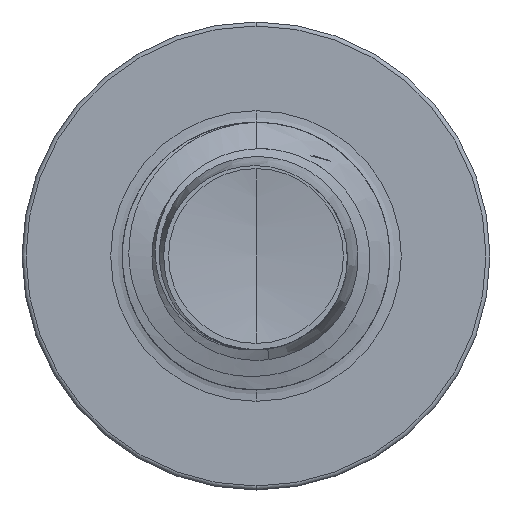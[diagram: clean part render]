
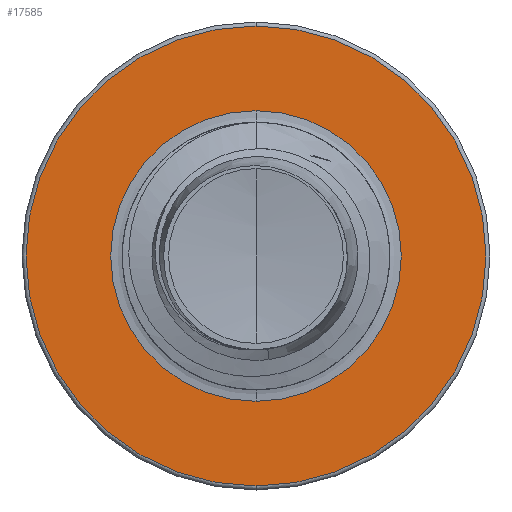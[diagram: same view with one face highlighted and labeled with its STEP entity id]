
A CAD part, front view. The second image highlights one B-rep face of the part: STEP entity #17585.
In plain terms, the highlighted planar face has unit normal (0, -1, 0).
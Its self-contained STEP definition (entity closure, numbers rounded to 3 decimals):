
#123 = CARTESIAN_POINT ( 'NONE',  ( 0., 16., 0. ) ) ;
#204 = CARTESIAN_POINT ( 'NONE',  ( 0., 16., -2.174 ) ) ;
#1075 = DIRECTION ( 'NONE',  ( 0., 0., 1. ) ) ;
#3111 = DIRECTION ( 'NONE',  ( 0., 0., 1. ) ) ;
#3155 = DIRECTION ( 'NONE',  ( 0., 1., 0. ) ) ;
#3288 = EDGE_CURVE ( 'NONE', #7365, #23564, #5769, .T. ) ;
#3803 = CARTESIAN_POINT ( 'NONE',  ( 0., 16., 0. ) ) ;
#5055 = ORIENTED_EDGE ( 'NONE', *, *, #19012, .F. ) ;
#5695 = FACE_OUTER_BOUND ( 'NONE', #22355, .T. ) ;
#5769 = CIRCLE ( 'NONE', #31977, 3.44 ) ;
#6790 = DIRECTION ( 'NONE',  ( 0., 0., 1. ) ) ;
#7365 = VERTEX_POINT ( 'NONE', #22671 ) ;
#8000 = EDGE_CURVE ( 'NONE', #34846, #36985, #18401, .T. ) ;
#8630 = CARTESIAN_POINT ( 'NONE',  ( 0., 16., 2.174 ) ) ;
#9175 = DIRECTION ( 'NONE',  ( 0., 0., 1. ) ) ;
#10753 = CIRCLE ( 'NONE', #37743, 2.174 ) ;
#12102 = EDGE_LOOP ( 'NONE', ( #28363, #26125 ) ) ;
#17585 = ADVANCED_FACE ( 'NONE', ( #5695, #34144 ), #24015, .F. ) ;
#18401 = CIRCLE ( 'NONE', #29199, 2.174 ) ;
#18950 = DIRECTION ( 'NONE',  ( 0., 1., 0. ) ) ;
#19012 = EDGE_CURVE ( 'NONE', #23564, #7365, #21105, .T. ) ;
#19478 = ORIENTED_EDGE ( 'NONE', *, *, #3288, .F. ) ;
#21005 = DIRECTION ( 'NONE',  ( 0., 1., 0. ) ) ;
#21052 = CARTESIAN_POINT ( 'NONE',  ( 0., 16., 0. ) ) ;
#21105 = CIRCLE ( 'NONE', #29686, 3.44 ) ;
#22355 = EDGE_LOOP ( 'NONE', ( #19478, #5055 ) ) ;
#22591 = AXIS2_PLACEMENT_3D ( 'NONE', #204, #26963, #9175 ) ;
#22671 = CARTESIAN_POINT ( 'NONE',  ( 0., 16., 3.44 ) ) ;
#23564 = VERTEX_POINT ( 'NONE', #26403 ) ;
#23980 = DIRECTION ( 'NONE',  ( 0., 0., 1. ) ) ;
#24015 = PLANE ( 'NONE',  #22591 ) ;
#24611 = DIRECTION ( 'NONE',  ( 0., 1., 0. ) ) ;
#26125 = ORIENTED_EDGE ( 'NONE', *, *, #8000, .T. ) ;
#26403 = CARTESIAN_POINT ( 'NONE',  ( 0., 16., -3.44 ) ) ;
#26963 = DIRECTION ( 'NONE',  ( 0., 1., 0. ) ) ;
#28363 = ORIENTED_EDGE ( 'NONE', *, *, #31044, .T. ) ;
#29199 = AXIS2_PLACEMENT_3D ( 'NONE', #123, #21005, #3111 ) ;
#29686 = AXIS2_PLACEMENT_3D ( 'NONE', #3803, #24611, #6790 ) ;
#30161 = CARTESIAN_POINT ( 'NONE',  ( 0., 16., -2.174 ) ) ;
#31044 = EDGE_CURVE ( 'NONE', #36985, #34846, #10753, .T. ) ;
#31977 = AXIS2_PLACEMENT_3D ( 'NONE', #36208, #18950, #1075 ) ;
#34144 = FACE_BOUND ( 'NONE', #12102, .T. ) ;
#34846 = VERTEX_POINT ( 'NONE', #30161 ) ;
#36208 = CARTESIAN_POINT ( 'NONE',  ( 0., 16., 0. ) ) ;
#36985 = VERTEX_POINT ( 'NONE', #8630 ) ;
#37743 = AXIS2_PLACEMENT_3D ( 'NONE', #21052, #3155, #23980 ) ;
